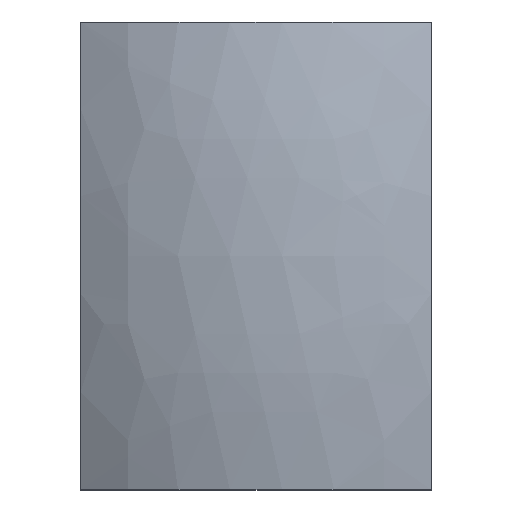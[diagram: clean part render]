
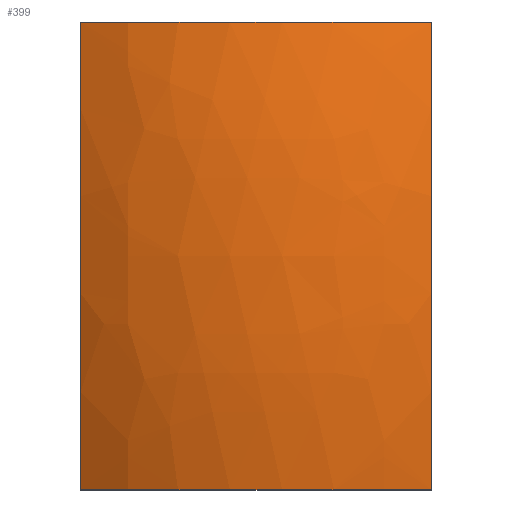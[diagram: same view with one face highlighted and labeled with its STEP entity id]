
A CAD part, top view. The second image highlights one B-rep face of the part: STEP entity #399.
In plain terms, the highlighted free-form (B-spline) face has degree [7, 2] with [8, 3] control points.
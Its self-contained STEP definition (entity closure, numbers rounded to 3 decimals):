
#32 = PLANE('',#33);
#33 = AXIS2_PLACEMENT_3D('',#34,#35,#36);
#34 = CARTESIAN_POINT('',(15.,0.,5.986));
#35 = DIRECTION('',(0.,-1.,0.));
#36 = DIRECTION('',(0.,0.,-1.));
#76 = VERTEX_POINT('',#77);
#77 = CARTESIAN_POINT('',(30.,0.,
    10.));
#101 = B_SPLINE_SURFACE_WITH_KNOTS('',7,2,(
    (#102,#103,#104)
    ,(#105,#106,#107)
    ,(#108,#109,#110)
    ,(#111,#112,#113)
    ,(#114,#115,#116)
    ,(#117,#118,#119)
    ,(#120,#121,#122)
    ,(#123,#124,#125
    )),.UNSPECIFIED.,.F.,.F.,.F.,(8,8),(3,3),(1.,2.),(0.,1.),
  .PIECEWISE_BEZIER_KNOTS.);
#102 = CARTESIAN_POINT('',(30.,0.,0.));
#103 = CARTESIAN_POINT('',(30.,20.,0.));
#104 = CARTESIAN_POINT('',(30.,40.,0.));
#105 = CARTESIAN_POINT('',(30.,0.,
    1.429));
#106 = CARTESIAN_POINT('',(30.,20.,2.));
#107 = CARTESIAN_POINT('',(30.,40.,1.429));
#108 = CARTESIAN_POINT('',(30.,0.,
    2.857));
#109 = CARTESIAN_POINT('',(30.,20.,4.));
#110 = CARTESIAN_POINT('',(30.,40.,2.857));
#111 = CARTESIAN_POINT('',(30.,0.,
    4.286));
#112 = CARTESIAN_POINT('',(30.,20.,6.));
#113 = CARTESIAN_POINT('',(30.,40.,4.286));
#114 = CARTESIAN_POINT('',(30.,0.,
    5.714));
#115 = CARTESIAN_POINT('',(30.,20.,8.));
#116 = CARTESIAN_POINT('',(30.,40.,5.714));
#117 = CARTESIAN_POINT('',(30.,0.,
    7.143));
#118 = CARTESIAN_POINT('',(30.,20.,10.));
#119 = CARTESIAN_POINT('',(30.,40.,7.143));
#120 = CARTESIAN_POINT('',(30.,0.,
    8.571));
#121 = CARTESIAN_POINT('',(30.,20.,12.));
#122 = CARTESIAN_POINT('',(30.,40.,8.571));
#123 = CARTESIAN_POINT('',(30.,0.,
    10.));
#124 = CARTESIAN_POINT('',(30.,20.,14.));
#125 = CARTESIAN_POINT('',(30.,40.,10.));
#132 = EDGE_CURVE('',#76,#133,#135,.T.);
#133 = VERTEX_POINT('',#134);
#134 = CARTESIAN_POINT('',(0.,0.,
    10.));
#135 = SURFACE_CURVE('',#136,(#141,#148),.PCURVE_S1.);
#136 = CIRCLE('',#137,30.125);
#137 = AXIS2_PLACEMENT_3D('',#138,#139,#140);
#138 = CARTESIAN_POINT('',(15.,0.,-16.125));
#139 = DIRECTION('',(0.,-1.,0.));
#140 = DIRECTION('',(1.,0.,0.));
#141 = PCURVE('',#32,#142);
#142 = DEFINITIONAL_REPRESENTATION('',(#143),#147);
#143 = CIRCLE('',#144,30.125);
#144 = AXIS2_PLACEMENT_2D('',#145,#146);
#145 = CARTESIAN_POINT('',(22.111,0.));
#146 = DIRECTION('',(0.,1.));
#147 = ( GEOMETRIC_REPRESENTATION_CONTEXT(2) 
PARAMETRIC_REPRESENTATION_CONTEXT() REPRESENTATION_CONTEXT('2D SPACE',''
  ) );
#148 = PCURVE('',#149,#174);
#149 = B_SPLINE_SURFACE_WITH_KNOTS('',7,2,(
    (#150,#151,#152)
    ,(#153,#154,#155)
    ,(#156,#157,#158)
    ,(#159,#160,#161)
    ,(#162,#163,#164)
    ,(#165,#166,#167)
    ,(#168,#169,#170)
    ,(#171,#172,#173
    )),.UNSPECIFIED.,.F.,.F.,.F.,(8,8),(3,3),(2.,3.),(0.,1.),
  .PIECEWISE_BEZIER_KNOTS.);
#150 = CARTESIAN_POINT('',(30.,0.,
    10.));
#151 = CARTESIAN_POINT('',(30.,20.,14.));
#152 = CARTESIAN_POINT('',(30.,40.,10.));
#153 = CARTESIAN_POINT('',(26.11,0.,
    12.234));
#154 = CARTESIAN_POINT('',(26.11,20.,16.234));
#155 = CARTESIAN_POINT('',(26.11,40.,12.234));
#156 = CARTESIAN_POINT('',(21.831,0.,
    13.792));
#157 = CARTESIAN_POINT('',(21.831,20.,17.792));
#158 = CARTESIAN_POINT('',(21.831,40.,13.792));
#159 = CARTESIAN_POINT('',(17.305,0.,
    14.593));
#160 = CARTESIAN_POINT('',(17.305,20.,18.593));
#161 = CARTESIAN_POINT('',(17.305,40.,14.593));
#162 = CARTESIAN_POINT('',(12.695,0.,
    14.593));
#163 = CARTESIAN_POINT('',(12.695,20.,18.593));
#164 = CARTESIAN_POINT('',(12.695,40.,14.593));
#165 = CARTESIAN_POINT('',(8.169,0.,
    13.792));
#166 = CARTESIAN_POINT('',(8.169,20.,17.792));
#167 = CARTESIAN_POINT('',(8.169,40.,13.792));
#168 = CARTESIAN_POINT('',(3.89,0.,
    12.234));
#169 = CARTESIAN_POINT('',(3.89,20.,16.234));
#170 = CARTESIAN_POINT('',(3.89,40.,12.234));
#171 = CARTESIAN_POINT('',(0.,0.,
    10.));
#172 = CARTESIAN_POINT('',(0.,20.,14.));
#173 = CARTESIAN_POINT('',(0.,40.,10.));
#174 = DEFINITIONAL_REPRESENTATION('',(#175),#178);
#175 = B_SPLINE_CURVE_WITH_KNOTS('',1,(#176,#177),.UNSPECIFIED.,.F.,.F.,
  (2,2),(1.05,2.092),.PIECEWISE_BEZIER_KNOTS.);
#176 = CARTESIAN_POINT('',(2.,0.));
#177 = CARTESIAN_POINT('',(3.,0.));
#178 = ( GEOMETRIC_REPRESENTATION_CONTEXT(2) 
PARAMETRIC_REPRESENTATION_CONTEXT() REPRESENTATION_CONTEXT('2D SPACE',''
  ) );
#194 = B_SPLINE_SURFACE_WITH_KNOTS('',7,2,(
    (#195,#196,#197)
    ,(#198,#199,#200)
    ,(#201,#202,#203)
    ,(#204,#205,#206)
    ,(#207,#208,#209)
    ,(#210,#211,#212)
    ,(#213,#214,#215)
    ,(#216,#217,#218
    )),.UNSPECIFIED.,.F.,.F.,.F.,(8,8),(3,3),(3.,4.),(0.,1.),
  .PIECEWISE_BEZIER_KNOTS.);
#195 = CARTESIAN_POINT('',(0.,0.,
    10.));
#196 = CARTESIAN_POINT('',(0.,20.,14.));
#197 = CARTESIAN_POINT('',(0.,40.,10.));
#198 = CARTESIAN_POINT('',(0.,0.,
    8.571));
#199 = CARTESIAN_POINT('',(0.,20.,12.));
#200 = CARTESIAN_POINT('',(0.,40.,8.571));
#201 = CARTESIAN_POINT('',(0.,0.,
    7.143));
#202 = CARTESIAN_POINT('',(0.,20.,10.));
#203 = CARTESIAN_POINT('',(0.,40.,7.143));
#204 = CARTESIAN_POINT('',(0.,0.,
    5.714));
#205 = CARTESIAN_POINT('',(0.,20.,8.));
#206 = CARTESIAN_POINT('',(0.,40.,5.714));
#207 = CARTESIAN_POINT('',(0.,0.,
    4.286));
#208 = CARTESIAN_POINT('',(0.,20.,6.));
#209 = CARTESIAN_POINT('',(0.,40.,4.286));
#210 = CARTESIAN_POINT('',(0.,0.,
    2.857));
#211 = CARTESIAN_POINT('',(0.,20.,4.));
#212 = CARTESIAN_POINT('',(0.,40.,2.857));
#213 = CARTESIAN_POINT('',(0.,0.,
    1.429));
#214 = CARTESIAN_POINT('',(0.,20.,2.));
#215 = CARTESIAN_POINT('',(0.,40.,1.429));
#216 = CARTESIAN_POINT('',(0.,0.,0.));
#217 = CARTESIAN_POINT('',(0.,20.,0.));
#218 = CARTESIAN_POINT('',(0.,40.,0.));
#265 = PLANE('',#266);
#266 = AXIS2_PLACEMENT_3D('',#267,#268,#269);
#267 = CARTESIAN_POINT('',(15.,40.,5.986));
#268 = DIRECTION('',(0.,-1.,0.));
#269 = DIRECTION('',(0.,0.,1.));
#301 = VERTEX_POINT('',#302);
#302 = CARTESIAN_POINT('',(30.,40.,10.));
#322 = EDGE_CURVE('',#301,#323,#325,.T.);
#323 = VERTEX_POINT('',#324);
#324 = CARTESIAN_POINT('',(0.,40.,10.));
#325 = SURFACE_CURVE('',#326,(#331,#338),.PCURVE_S1.);
#326 = CIRCLE('',#327,30.125);
#327 = AXIS2_PLACEMENT_3D('',#328,#329,#330);
#328 = CARTESIAN_POINT('',(15.,40.,-16.125));
#329 = DIRECTION('',(0.,-1.,0.));
#330 = DIRECTION('',(1.,0.,0.));
#331 = PCURVE('',#265,#332);
#332 = DEFINITIONAL_REPRESENTATION('',(#333),#337);
#333 = CIRCLE('',#334,30.125);
#334 = AXIS2_PLACEMENT_2D('',#335,#336);
#335 = CARTESIAN_POINT('',(-22.111,0.));
#336 = DIRECTION('',(0.,-1.));
#337 = ( GEOMETRIC_REPRESENTATION_CONTEXT(2) 
PARAMETRIC_REPRESENTATION_CONTEXT() REPRESENTATION_CONTEXT('2D SPACE',''
  ) );
#338 = PCURVE('',#149,#339);
#339 = DEFINITIONAL_REPRESENTATION('',(#340),#343);
#340 = B_SPLINE_CURVE_WITH_KNOTS('',1,(#341,#342),.UNSPECIFIED.,.F.,.F.,
  (2,2),(1.05,2.092),.PIECEWISE_BEZIER_KNOTS.);
#341 = CARTESIAN_POINT('',(2.,1.));
#342 = CARTESIAN_POINT('',(3.,1.));
#343 = ( GEOMETRIC_REPRESENTATION_CONTEXT(2) 
PARAMETRIC_REPRESENTATION_CONTEXT() REPRESENTATION_CONTEXT('2D SPACE',''
  ) );
#379 = EDGE_CURVE('',#76,#301,#380,.T.);
#380 = SURFACE_CURVE('',#381,(#385,#391),.PCURVE_S1.);
#381 = B_SPLINE_CURVE_WITH_KNOTS('',2,(#382,#383,#384),.UNSPECIFIED.,.F.
  ,.F.,(3,3),(0.,1.),.PIECEWISE_BEZIER_KNOTS.);
#382 = CARTESIAN_POINT('',(30.,0.,
    10.));
#383 = CARTESIAN_POINT('',(30.,20.,14.));
#384 = CARTESIAN_POINT('',(30.,40.,10.));
#385 = PCURVE('',#101,#386);
#386 = DEFINITIONAL_REPRESENTATION('',(#387),#390);
#387 = B_SPLINE_CURVE_WITH_KNOTS('',1,(#388,#389),.UNSPECIFIED.,.F.,.F.,
  (2,2),(0.,1.),.PIECEWISE_BEZIER_KNOTS.);
#388 = CARTESIAN_POINT('',(2.,0.));
#389 = CARTESIAN_POINT('',(2.,1.));
#390 = ( GEOMETRIC_REPRESENTATION_CONTEXT(2) 
PARAMETRIC_REPRESENTATION_CONTEXT() REPRESENTATION_CONTEXT('2D SPACE',''
  ) );
#391 = PCURVE('',#149,#392);
#392 = DEFINITIONAL_REPRESENTATION('',(#393),#396);
#393 = B_SPLINE_CURVE_WITH_KNOTS('',1,(#394,#395),.UNSPECIFIED.,.F.,.F.,
  (2,2),(0.,1.),.PIECEWISE_BEZIER_KNOTS.);
#394 = CARTESIAN_POINT('',(2.,0.));
#395 = CARTESIAN_POINT('',(2.,1.));
#396 = ( GEOMETRIC_REPRESENTATION_CONTEXT(2) 
PARAMETRIC_REPRESENTATION_CONTEXT() REPRESENTATION_CONTEXT('2D SPACE',''
  ) );
#399 = ADVANCED_FACE('',(#400),#149,.F.);
#400 = FACE_BOUND('',#401,.F.);
#401 = EDGE_LOOP('',(#402,#403,#422,#423));
#402 = ORIENTED_EDGE('',*,*,#132,.T.);
#403 = ORIENTED_EDGE('',*,*,#404,.T.);
#404 = EDGE_CURVE('',#133,#323,#405,.T.);
#405 = SURFACE_CURVE('',#406,(#410,#416),.PCURVE_S1.);
#406 = B_SPLINE_CURVE_WITH_KNOTS('',2,(#407,#408,#409),.UNSPECIFIED.,.F.
  ,.F.,(3,3),(0.,1.),.PIECEWISE_BEZIER_KNOTS.);
#407 = CARTESIAN_POINT('',(0.,0.,
    10.));
#408 = CARTESIAN_POINT('',(0.,20.,14.));
#409 = CARTESIAN_POINT('',(0.,40.,10.));
#410 = PCURVE('',#149,#411);
#411 = DEFINITIONAL_REPRESENTATION('',(#412),#415);
#412 = B_SPLINE_CURVE_WITH_KNOTS('',1,(#413,#414),.UNSPECIFIED.,.F.,.F.,
  (2,2),(0.,1.),.PIECEWISE_BEZIER_KNOTS.);
#413 = CARTESIAN_POINT('',(3.,0.));
#414 = CARTESIAN_POINT('',(3.,1.));
#415 = ( GEOMETRIC_REPRESENTATION_CONTEXT(2) 
PARAMETRIC_REPRESENTATION_CONTEXT() REPRESENTATION_CONTEXT('2D SPACE',''
  ) );
#416 = PCURVE('',#194,#417);
#417 = DEFINITIONAL_REPRESENTATION('',(#418),#421);
#418 = B_SPLINE_CURVE_WITH_KNOTS('',1,(#419,#420),.UNSPECIFIED.,.F.,.F.,
  (2,2),(0.,1.),.PIECEWISE_BEZIER_KNOTS.);
#419 = CARTESIAN_POINT('',(3.,0.));
#420 = CARTESIAN_POINT('',(3.,1.));
#421 = ( GEOMETRIC_REPRESENTATION_CONTEXT(2) 
PARAMETRIC_REPRESENTATION_CONTEXT() REPRESENTATION_CONTEXT('2D SPACE',''
  ) );
#422 = ORIENTED_EDGE('',*,*,#322,.F.);
#423 = ORIENTED_EDGE('',*,*,#379,.F.);
